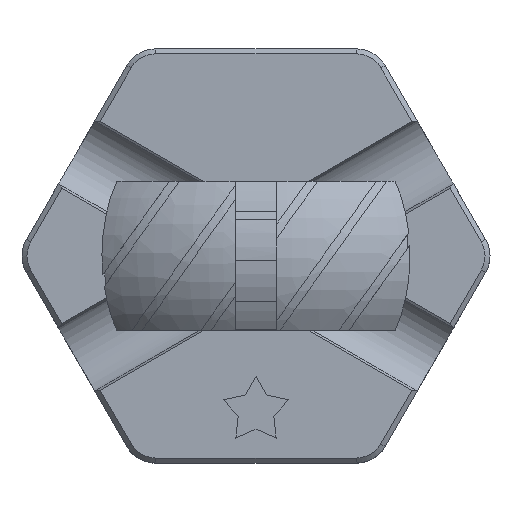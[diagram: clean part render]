
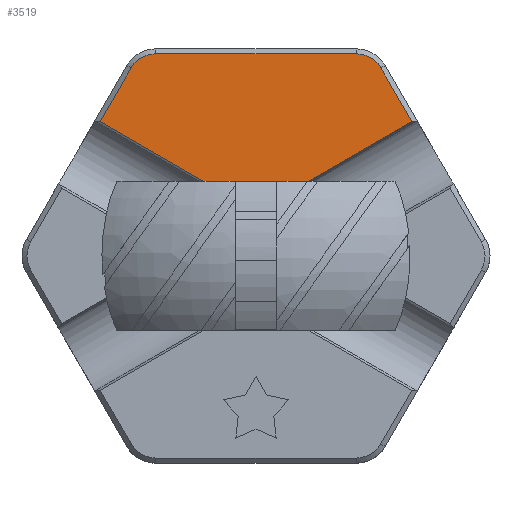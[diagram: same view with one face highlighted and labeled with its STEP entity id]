
A CAD part, top view. The second image highlights one B-rep face of the part: STEP entity #3519.
In plain terms, the highlighted planar face has unit normal (0, 0, 1).
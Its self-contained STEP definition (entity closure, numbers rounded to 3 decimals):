
#159=CIRCLE('',#3798,3.4);
#160=CIRCLE('',#3799,3.4);
#238=PLANE('',#3797);
#394=FACE_OUTER_BOUND('',#593,.T.);
#593=EDGE_LOOP('',(#2768,#2769,#2770,#2771,#2772,#2773,#2774));
#836=LINE('',#5872,#1185);
#838=LINE('',#5876,#1187);
#840=LINE('',#5880,#1189);
#841=LINE('',#5884,#1190);
#842=LINE('',#5887,#1191);
#1185=VECTOR('',#4364,10.);
#1187=VECTOR('',#4368,10.);
#1189=VECTOR('',#4372,10.);
#1190=VECTOR('',#4375,10.);
#1191=VECTOR('',#4378,10.);
#1628=VERTEX_POINT('',#5869);
#1629=VERTEX_POINT('',#5871);
#1630=VERTEX_POINT('',#5875);
#1631=VERTEX_POINT('',#5879);
#1632=VERTEX_POINT('',#5881);
#1633=VERTEX_POINT('',#5883);
#1634=VERTEX_POINT('',#5885);
#2037=EDGE_CURVE('',#1628,#1629,#836,.T.);
#2039=EDGE_CURVE('',#1629,#1630,#838,.T.);
#2041=EDGE_CURVE('',#1631,#1628,#840,.T.);
#2042=EDGE_CURVE('',#1632,#1631,#159,.T.);
#2043=EDGE_CURVE('',#1633,#1632,#841,.T.);
#2044=EDGE_CURVE('',#1634,#1633,#160,.T.);
#2045=EDGE_CURVE('',#1630,#1634,#842,.T.);
#2768=ORIENTED_EDGE('',*,*,#2039,.F.);
#2769=ORIENTED_EDGE('',*,*,#2037,.F.);
#2770=ORIENTED_EDGE('',*,*,#2041,.F.);
#2771=ORIENTED_EDGE('',*,*,#2042,.F.);
#2772=ORIENTED_EDGE('',*,*,#2043,.F.);
#2773=ORIENTED_EDGE('',*,*,#2044,.F.);
#2774=ORIENTED_EDGE('',*,*,#2045,.F.);
#3519=ADVANCED_FACE('',(#394),#238,.T.);
#3797=AXIS2_PLACEMENT_3D('',#5878,#4370,#4371);
#3798=AXIS2_PLACEMENT_3D('',#5882,#4373,#4374);
#3799=AXIS2_PLACEMENT_3D('',#5886,#4376,#4377);
#4364=DIRECTION('',(-0.866,-0.5,0.));
#4368=DIRECTION('',(-0.866,0.5,0.));
#4370=DIRECTION('center_axis',(0.,0.,1.));
#4371=DIRECTION('ref_axis',(1.,0.,0.));
#4372=DIRECTION('',(0.5,-0.866,0.));
#4373=DIRECTION('center_axis',(0.,0.,-1.));
#4374=DIRECTION('ref_axis',(0.5,0.866,0.));
#4375=DIRECTION('',(1.,0.,0.));
#4376=DIRECTION('center_axis',(0.,0.,-1.));
#4377=DIRECTION('ref_axis',(-0.5,0.866,0.));
#4378=DIRECTION('',(0.5,0.866,0.));
#5869=CARTESIAN_POINT('',(18.817,16.208,10.));
#5871=CARTESIAN_POINT('',(0.,5.344,10.));
#5872=CARTESIAN_POINT('',(-23.965,-8.492,10.));
#5875=CARTESIAN_POINT('',(-18.817,16.208,10.));
#5876=CARTESIAN_POINT('',(-19.337,16.508,10.));
#5878=CARTESIAN_POINT('Origin',(0.,0.,10.));
#5879=CARTESIAN_POINT('',(15.069,22.7,10.));
#5880=CARTESIAN_POINT('',(24.739,5.95,10.));
#5881=CARTESIAN_POINT('',(12.124,24.4,10.));
#5882=CARTESIAN_POINT('Origin',(12.124,21.,10.));
#5883=CARTESIAN_POINT('',(-12.124,24.4,10.));
#5884=CARTESIAN_POINT('',(7.217,24.4,10.));
#5885=CARTESIAN_POINT('',(-15.069,22.7,10.));
#5886=CARTESIAN_POINT('Origin',(-12.124,21.,10.));
#5887=CARTESIAN_POINT('',(-17.523,18.45,10.));
